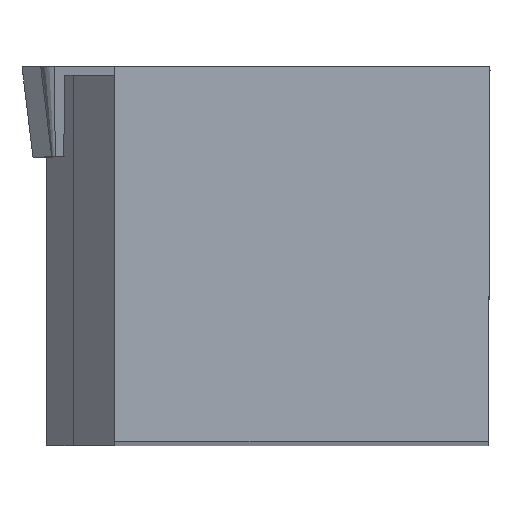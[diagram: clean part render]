
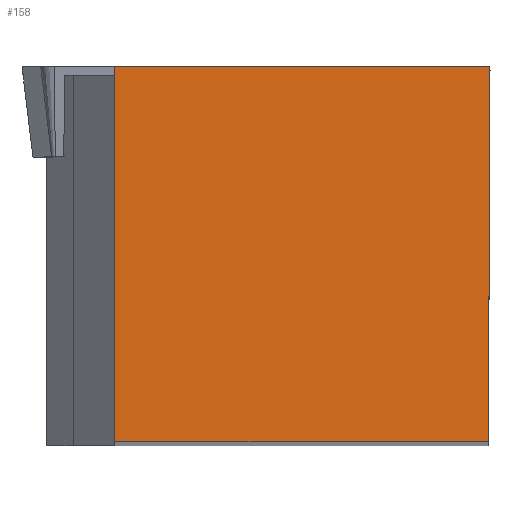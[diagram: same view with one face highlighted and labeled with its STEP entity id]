
A CAD part, top view. The second image highlights one B-rep face of the part: STEP entity #158.
In plain terms, the highlighted planar face has unit normal (0, 0, 1).
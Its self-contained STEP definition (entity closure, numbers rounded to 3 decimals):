
#126=FACE_OUTER_BOUND('',#359,.T.);
#158=ADVANCED_FACE('BLANK_BOXF006',(#126),#183,.F.);
#183=PLANE('',#788);
#209=LINE('',#1126,#267);
#218=LINE('',#1144,#276);
#232=LINE('',#1173,#290);
#234=LINE('',#1176,#292);
#267=VECTOR('',#889,1.);
#276=VECTOR('',#902,1.);
#290=VECTOR('',#922,1.);
#292=VECTOR('',#926,1.);
#359=EDGE_LOOP('',(#495,#496,#497,#498));
#495=ORIENTED_EDGE('',*,*,#641,.F.);
#496=ORIENTED_EDGE('',*,*,#624,.F.);
#497=ORIENTED_EDGE('',*,*,#615,.F.);
#498=ORIENTED_EDGE('',*,*,#639,.F.);
#552=VERTEX_POINT('',#1125);
#553=VERTEX_POINT('',#1127);
#560=VERTEX_POINT('',#1145);
#571=VERTEX_POINT('',#1172);
#615=EDGE_CURVE('',#552,#553,#209,.T.);
#624=EDGE_CURVE('',#553,#560,#218,.T.);
#639=EDGE_CURVE('',#571,#552,#232,.T.);
#641=EDGE_CURVE('',#560,#571,#234,.T.);
#788=AXIS2_PLACEMENT_3D('',#1233,#956,#957);
#889=DIRECTION('',(-0.004,-1.,0.));
#902=DIRECTION('',(-1.,0.,0.));
#922=DIRECTION('',(1.,0.,0.));
#926=DIRECTION('',(0.,1.,0.));
#956=DIRECTION('',(0.,0.,-1.));
#957=DIRECTION('',(-1.,0.,0.));
#1125=CARTESIAN_POINT('',(0.,9.9,0.));
#1126=CARTESIAN_POINT('',(0.294,77.349,0.));
#1127=CARTESIAN_POINT('',(-0.043,0.,0.));
#1144=CARTESIAN_POINT('',(77.35,0.,0.));
#1145=CARTESIAN_POINT('',(-9.9,0.,0.));
#1172=CARTESIAN_POINT('',(-9.9,9.9,0.));
#1173=CARTESIAN_POINT('',(-77.35,9.9,0.));
#1176=CARTESIAN_POINT('',(-9.9,-77.35,0.));
#1233=CARTESIAN_POINT('',(-18.35,-5.,0.));
